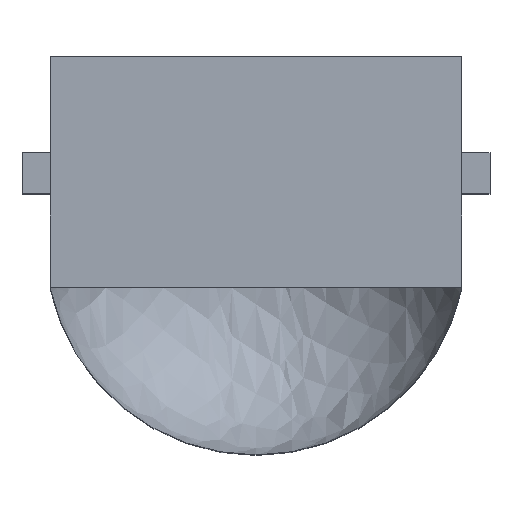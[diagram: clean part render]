
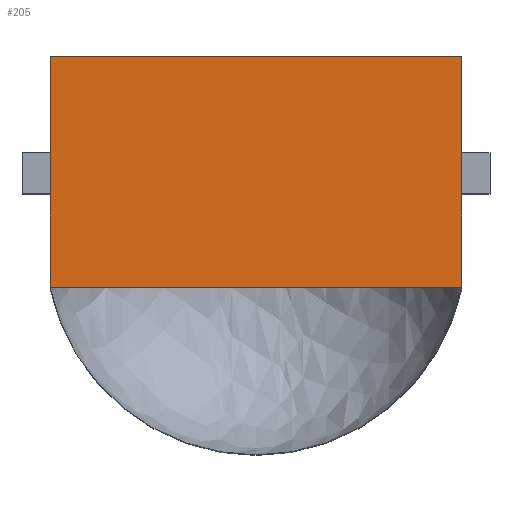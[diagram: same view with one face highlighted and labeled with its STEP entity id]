
A CAD part, top view. The second image highlights one B-rep face of the part: STEP entity #205.
In plain terms, the highlighted planar face has unit normal (0, 0, 1).
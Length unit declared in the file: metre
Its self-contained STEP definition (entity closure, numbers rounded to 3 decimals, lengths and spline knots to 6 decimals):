
#185 = EDGE_CURVE( '', #471, #431, #472, .T. );
#205 = ADVANCED_FACE( '', ( #503 ), #504, .F. );
#231 = EDGE_CURVE( '', #449, #543, #544, .T. );
#341 = EDGE_CURVE( '', #543, #431, #688, .T. );
#373 = EDGE_CURVE( '', #449, #471, #726, .T. );
#431 = VERTEX_POINT( '', #795 );
#449 = VERTEX_POINT( '', #821 );
#471 = VERTEX_POINT( '', #851 );
#472 = LINE( '', #852, #853 );
#503 = FACE_OUTER_BOUND( '', #899, .T. );
#504 = PLANE( '', #900 );
#543 = VERTEX_POINT( '', #948 );
#544 = LINE( '', #949, #950 );
#688 = LINE( '', #1167, #1168 );
#726 = LINE( '', #1227, #1228 );
#795 = CARTESIAN_POINT( '', ( -0.0025, 0.002511, 0.008755 ) );
#821 = CARTESIAN_POINT( '', ( 0.0025, -0.000289, 0.008755 ) );
#851 = CARTESIAN_POINT( '', ( 0.0025, 0.002511, 0.008755 ) );
#852 = CARTESIAN_POINT( '', ( -0.0025, 0.002511, 0.008755 ) );
#853 = VECTOR( '', #1300, 1. );
#899 = EDGE_LOOP( '', ( #1320, #1321, #1322, #1323 ) );
#900 = AXIS2_PLACEMENT_3D( '', #1324, #1325, #1326 );
#948 = CARTESIAN_POINT( '', ( -0.0025, -0.000289, 0.008755 ) );
#949 = CARTESIAN_POINT( '', ( -0.0025, -0.000289, 0.008755 ) );
#950 = VECTOR( '', #1396, 1. );
#1167 = CARTESIAN_POINT( '', ( -0.0025, -0.000289, 0.008755 ) );
#1168 = VECTOR( '', #1597, 1. );
#1227 = CARTESIAN_POINT( '', ( 0.0025, -0.000289, 0.008755 ) );
#1228 = VECTOR( '', #1649, 1. );
#1300 = DIRECTION( '', ( -1., 0., 0. ) );
#1320 = ORIENTED_EDGE( '', *, *, #185, .T. );
#1321 = ORIENTED_EDGE( '', *, *, #341, .F. );
#1322 = ORIENTED_EDGE( '', *, *, #231, .F. );
#1323 = ORIENTED_EDGE( '', *, *, #373, .T. );
#1324 = CARTESIAN_POINT( '', ( -0.0025, -0.000289, 0.008755 ) );
#1325 = DIRECTION( '', ( 0., 0., -1. ) );
#1326 = DIRECTION( '', ( 0., -1., 0. ) );
#1396 = DIRECTION( '', ( -1., 0., 0. ) );
#1597 = DIRECTION( '', ( 0., 1., 0. ) );
#1649 = DIRECTION( '', ( 0., 1., 0. ) );
